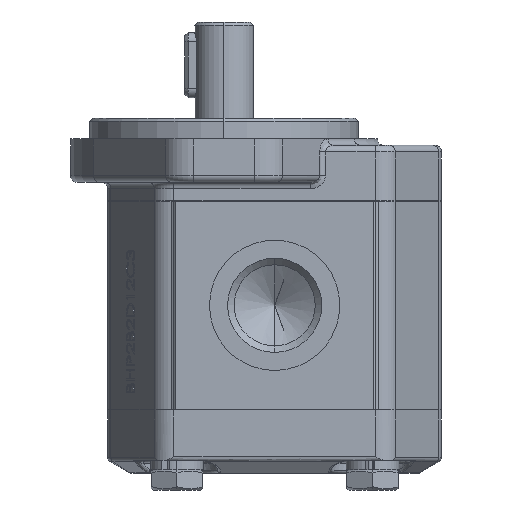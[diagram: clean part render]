
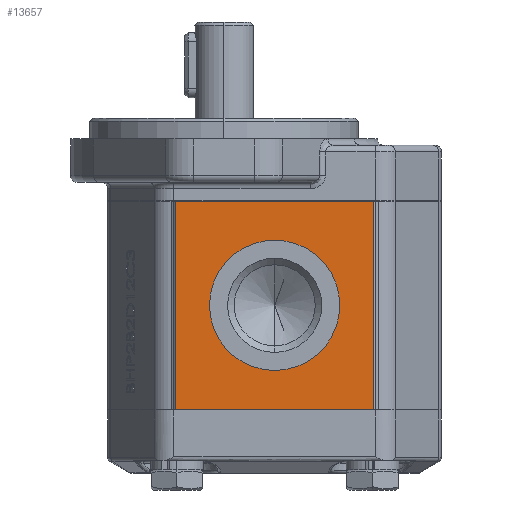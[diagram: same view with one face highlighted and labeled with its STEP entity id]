
A CAD part, left-side view. The second image highlights one B-rep face of the part: STEP entity #13657.
In plain terms, the highlighted planar face has unit normal (-1, 0, 0).
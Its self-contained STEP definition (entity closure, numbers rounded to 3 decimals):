
#773 = VERTEX_POINT ( 'NONE', #20363 ) ;
#2103 = CARTESIAN_POINT ( 'NONE',  ( -42.65, 15.367, -5.8 ) ) ;
#2686 = CARTESIAN_POINT ( 'NONE',  ( -42.65, -15.55, -17.8 ) ) ;
#3355 = LINE ( 'NONE', #2103, #13929 ) ;
#3801 = ORIENTED_EDGE ( 'NONE', *, *, #11053, .T. ) ;
#3975 = VECTOR ( 'NONE', #22534, 1000. ) ;
#4579 = CARTESIAN_POINT ( 'NONE',  ( -42.65, 15.367, -69.8 ) ) ;
#5033 = DIRECTION ( 'NONE',  ( -1., 0., 0. ) ) ;
#5453 = VERTEX_POINT ( 'NONE', #22925 ) ;
#5592 = EDGE_CURVE ( 'NONE', #10783, #25589, #12183, .T. ) ;
#6180 = VECTOR ( 'NONE', #8326, 1000. ) ;
#6337 = EDGE_CURVE ( 'NONE', #773, #14056, #17416, .T. ) ;
#6340 = PLANE ( 'NONE',  #21332 ) ;
#6366 = DIRECTION ( 'NONE',  ( 0., 1., 0. ) ) ;
#6856 = EDGE_LOOP ( 'NONE', ( #3801, #26586, #16201, #11019 ) ) ;
#8326 = DIRECTION ( 'NONE',  ( 0., 0., -1. ) ) ;
#8466 = DIRECTION ( 'NONE',  ( -1., 0., 0. ) ) ;
#8679 = EDGE_CURVE ( 'NONE', #18416, #773, #3355, .T. ) ;
#9584 = LINE ( 'NONE', #16143, #3975 ) ;
#10641 = FACE_BOUND ( 'NONE', #16351, .T. ) ;
#10670 = CARTESIAN_POINT ( 'NONE',  ( -42.65, 0., 0. ) ) ;
#10783 = VERTEX_POINT ( 'NONE', #16404 ) ;
#11019 = ORIENTED_EDGE ( 'NONE', *, *, #6337, .T. ) ;
#11053 = EDGE_CURVE ( 'NONE', #14056, #5453, #16265, .T. ) ;
#12183 = CIRCLE ( 'NONE', #21485, 20. ) ;
#12214 = CIRCLE ( 'NONE', #24738, 20. ) ;
#12518 = CARTESIAN_POINT ( 'NONE',  ( -42.65, 14.867, -69.8 ) ) ;
#12805 = DIRECTION ( 'NONE',  ( 0., 0., 1. ) ) ;
#13657 = ADVANCED_FACE ( 'NONE', ( #10641, #16931 ), #6340, .T. ) ;
#13694 = CARTESIAN_POINT ( 'NONE',  ( -42.65, -45.967, -5.8 ) ) ;
#13929 = VECTOR ( 'NONE', #6366, 1000. ) ;
#14056 = VERTEX_POINT ( 'NONE', #18952 ) ;
#14314 = ORIENTED_EDGE ( 'NONE', *, *, #15167, .F. ) ;
#14466 = EDGE_CURVE ( 'NONE', #5453, #18416, #9584, .T. ) ;
#15167 = EDGE_CURVE ( 'NONE', #25589, #10783, #12214, .T. ) ;
#16143 = CARTESIAN_POINT ( 'NONE',  ( -42.65, -45.967, -5.8 ) ) ;
#16201 = ORIENTED_EDGE ( 'NONE', *, *, #8679, .T. ) ;
#16265 = LINE ( 'NONE', #4579, #21239 ) ;
#16351 = EDGE_LOOP ( 'NONE', ( #14314, #19480 ) ) ;
#16404 = CARTESIAN_POINT ( 'NONE',  ( -42.65, -15.55, -57.8 ) ) ;
#16931 = FACE_OUTER_BOUND ( 'NONE', #6856, .T. ) ;
#17416 = LINE ( 'NONE', #12518, #6180 ) ;
#17681 = CARTESIAN_POINT ( 'NONE',  ( -42.65, -15.55, -37.8 ) ) ;
#18416 = VERTEX_POINT ( 'NONE', #13694 ) ;
#18952 = CARTESIAN_POINT ( 'NONE',  ( -42.65, 14.867, -69.8 ) ) ;
#19480 = ORIENTED_EDGE ( 'NONE', *, *, #5592, .F. ) ;
#19817 = DIRECTION ( 'NONE',  ( 0., 0., 1. ) ) ;
#20363 = CARTESIAN_POINT ( 'NONE',  ( -42.65, 14.867, -5.8 ) ) ;
#21159 = CARTESIAN_POINT ( 'NONE',  ( -42.65, -15.55, -37.8 ) ) ;
#21239 = VECTOR ( 'NONE', #21482, 1000. ) ;
#21332 = AXIS2_PLACEMENT_3D ( 'NONE', #10670, #25453, #12805 ) ;
#21482 = DIRECTION ( 'NONE',  ( 0., -1., 0. ) ) ;
#21485 = AXIS2_PLACEMENT_3D ( 'NONE', #21159, #8466, #23275 ) ;
#22534 = DIRECTION ( 'NONE',  ( 0., 0., 1. ) ) ;
#22925 = CARTESIAN_POINT ( 'NONE',  ( -42.65, -45.967, -69.8 ) ) ;
#23275 = DIRECTION ( 'NONE',  ( 0., 0., 1. ) ) ;
#24738 = AXIS2_PLACEMENT_3D ( 'NONE', #17681, #5033, #19817 ) ;
#25453 = DIRECTION ( 'NONE',  ( -1., 0., 0. ) ) ;
#25589 = VERTEX_POINT ( 'NONE', #2686 ) ;
#26586 = ORIENTED_EDGE ( 'NONE', *, *, #14466, .T. ) ;
